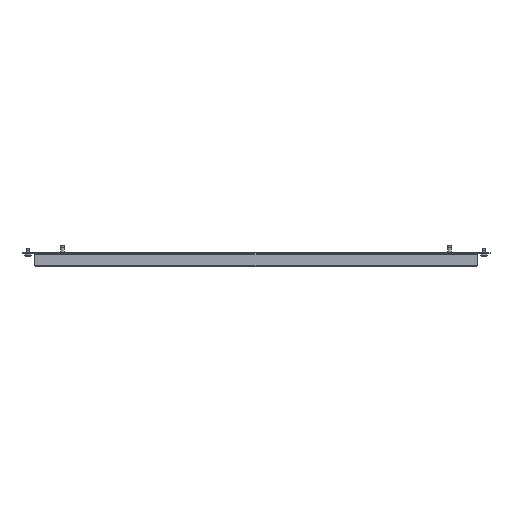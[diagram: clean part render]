
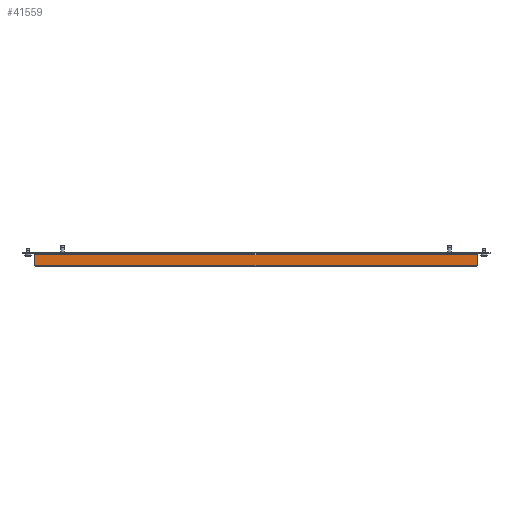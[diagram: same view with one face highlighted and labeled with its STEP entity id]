
A CAD part, front view. The second image highlights one B-rep face of the part: STEP entity #41559.
In plain terms, the highlighted planar face has unit normal (0, -1, 0).
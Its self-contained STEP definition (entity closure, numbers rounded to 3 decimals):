
#41559=ADVANCED_FACE('',(#84546),#84547,.F.);
#84546=FACE_OUTER_BOUND('',#128964,.T.);
#84547=PLANE('',#128965);
#128964=EDGE_LOOP('',(#262991,#262992,#262993,#262994,#262995,#262996,#262997,#262998,#262999,#263000,#263001,#263002,#263003,#263004,#263005,#263006,#263007,#263008,#263009,#263010,#263011,#263012));
#128965=AXIS2_PLACEMENT_3D('',#263013,#263014,#263015);
#262991=ORIENTED_EDGE('',*,*,#332405,.F.);
#262992=ORIENTED_EDGE('',*,*,#280454,.T.);
#262993=ORIENTED_EDGE('',*,*,#332406,.T.);
#262994=ORIENTED_EDGE('',*,*,#332407,.T.);
#262995=ORIENTED_EDGE('',*,*,#332408,.F.);
#262996=ORIENTED_EDGE('',*,*,#332409,.T.);
#262997=ORIENTED_EDGE('',*,*,#332410,.T.);
#262998=ORIENTED_EDGE('',*,*,#332411,.T.);
#262999=ORIENTED_EDGE('',*,*,#332412,.T.);
#263000=ORIENTED_EDGE('',*,*,#332413,.T.);
#263001=ORIENTED_EDGE('',*,*,#332414,.T.);
#263002=ORIENTED_EDGE('',*,*,#332415,.T.);
#263003=ORIENTED_EDGE('',*,*,#332416,.F.);
#263004=ORIENTED_EDGE('',*,*,#332417,.F.);
#263005=ORIENTED_EDGE('',*,*,#332418,.T.);
#263006=ORIENTED_EDGE('',*,*,#332419,.T.);
#263007=ORIENTED_EDGE('',*,*,#332420,.F.);
#263008=ORIENTED_EDGE('',*,*,#332421,.F.);
#263009=ORIENTED_EDGE('',*,*,#332422,.F.);
#263010=ORIENTED_EDGE('',*,*,#332423,.F.);
#263011=ORIENTED_EDGE('',*,*,#332424,.T.);
#263012=ORIENTED_EDGE('',*,*,#332425,.T.);
#263013=CARTESIAN_POINT('',(423.5,0.0,1.161));
#263014=DIRECTION('',(0.0,1.0,0.0));
#263015=DIRECTION('',(-1.0,0.0,0.0));
#280454=EDGE_CURVE('',#344257,#344255,#344258,.T.);
#332405=EDGE_CURVE('',#344257,#418081,#418082,.T.);
#332406=EDGE_CURVE('',#344255,#418083,#418084,.T.);
#332407=EDGE_CURVE('',#418083,#418085,#418086,.T.);
#332408=EDGE_CURVE('',#418087,#418085,#418088,.T.);
#332409=EDGE_CURVE('',#418087,#418089,#418090,.T.);
#332410=EDGE_CURVE('',#418089,#418091,#418092,.T.);
#332411=EDGE_CURVE('',#418091,#418093,#418094,.T.);
#332412=EDGE_CURVE('',#418093,#418095,#418096,.T.);
#332413=EDGE_CURVE('',#418095,#418097,#418098,.T.);
#332414=EDGE_CURVE('',#418097,#418099,#418100,.T.);
#332415=EDGE_CURVE('',#418099,#418101,#418102,.T.);
#332416=EDGE_CURVE('',#418103,#418101,#418104,.T.);
#332417=EDGE_CURVE('',#418105,#418103,#418106,.T.);
#332418=EDGE_CURVE('',#418105,#418107,#418108,.T.);
#332419=EDGE_CURVE('',#418107,#418109,#418110,.T.);
#332420=EDGE_CURVE('',#418111,#418109,#418112,.T.);
#332421=EDGE_CURVE('',#418113,#418111,#418114,.T.);
#332422=EDGE_CURVE('',#418115,#418113,#418116,.T.);
#332423=EDGE_CURVE('',#418117,#418115,#418118,.T.);
#332424=EDGE_CURVE('',#418117,#418119,#418120,.T.);
#332425=EDGE_CURVE('',#418119,#418081,#418121,.T.);
#344255=VERTEX_POINT('',#435642);
#344257=VERTEX_POINT('',#435645);
#344258=LINE('',#435646,#435647);
#418081=VERTEX_POINT('',#547748);
#418082=CIRCLE('',#547749,3.25);
#418083=VERTEX_POINT('',#547750);
#418084=CIRCLE('',#547751,3.25);
#418085=VERTEX_POINT('',#547752);
#418086=LINE('',#547753,#547754);
#418087=VERTEX_POINT('',#547755);
#418088=CIRCLE('',#547756,2.0);
#418089=VERTEX_POINT('',#547757);
#418090=LINE('',#547758,#547759);
#418091=VERTEX_POINT('',#547760);
#418092=LINE('',#547761,#547762);
#418093=VERTEX_POINT('',#547763);
#418094=LINE('',#547764,#547765);
#418095=VERTEX_POINT('',#547766);
#418096=CIRCLE('',#547767,3.25);
#418097=VERTEX_POINT('',#547768);
#418098=LINE('',#547769,#547770);
#418099=VERTEX_POINT('',#547771);
#418100=CIRCLE('',#547772,2.);
#418101=VERTEX_POINT('',#547773);
#418102=LINE('',#547774,#547775);
#418103=VERTEX_POINT('',#547776);
#418104=LINE('',#547777,#547778);
#418105=VERTEX_POINT('',#547779);
#418106=LINE('',#547780,#547781);
#418107=VERTEX_POINT('',#547782);
#418108=CIRCLE('',#547783,2.);
#418109=VERTEX_POINT('',#547784);
#418110=LINE('',#547785,#547786);
#418111=VERTEX_POINT('',#547787);
#418112=CIRCLE('',#547788,3.25);
#418113=VERTEX_POINT('',#547789);
#418114=LINE('',#547790,#547791);
#418115=VERTEX_POINT('',#547792);
#418116=LINE('',#547793,#547794);
#418117=VERTEX_POINT('',#547795);
#418118=LINE('',#547796,#547797);
#418119=VERTEX_POINT('',#547798);
#418120=CIRCLE('',#547799,2.0);
#418121=LINE('',#547800,#547801);
#435642=CARTESIAN_POINT('',(821.75,0.0,0.));
#435645=CARTESIAN_POINT('',(25.25,0.0,0.0));
#435646=CARTESIAN_POINT('',(23.26,0.0,0.0));
#435647=VECTOR('',#554253,1.0);
#547748=CARTESIAN_POINT('',(22.0,0.0,3.25));
#547749=AXIS2_PLACEMENT_3D('',#592532,#592533,#592534);
#547750=CARTESIAN_POINT('',(825.,0.0,3.25));
#547751=AXIS2_PLACEMENT_3D('',#592535,#592536,#592537);
#547752=CARTESIAN_POINT('',(825.0,0.0,21.25));
#547753=CARTESIAN_POINT('',(825.0,0.0,3.25));
#547754=VECTOR('',#592538,1.0);
#547755=CARTESIAN_POINT('',(827.,0.0,23.25));
#547756=AXIS2_PLACEMENT_3D('',#592539,#592540,#592541);
#547757=CARTESIAN_POINT('',(847.0,0.0,23.25));
#547758=CARTESIAN_POINT('',(827.0,0.0,23.25));
#547759=VECTOR('',#592542,1.0);
#547760=CARTESIAN_POINT('',(847.0,0.0,24.5));
#547761=CARTESIAN_POINT('',(847.0,0.0,23.25));
#547762=VECTOR('',#592543,1.0);
#547763=CARTESIAN_POINT('',(827.0,0.0,24.5));
#547764=CARTESIAN_POINT('',(847.0,0.0,24.5));
#547765=VECTOR('',#592544,1.0);
#547766=CARTESIAN_POINT('',(823.75,0.0,21.25));
#547767=AXIS2_PLACEMENT_3D('',#592545,#592546,#592547);
#547768=CARTESIAN_POINT('',(823.75,0.0,3.25));
#547769=CARTESIAN_POINT('',(823.75,0.0,21.25));
#547770=VECTOR('',#592548,1.0);
#547771=CARTESIAN_POINT('',(823.74,0.0,3.05));
#547772=AXIS2_PLACEMENT_3D('',#592549,#592550,#592551);
#547773=CARTESIAN_POINT('',(823.74,0.0,21.25));
#547774=CARTESIAN_POINT('',(823.74,0.0,0.0));
#547775=VECTOR('',#592552,1.0);
#547776=CARTESIAN_POINT('',(23.26,0.0,21.25));
#547777=CARTESIAN_POINT('',(23.26,0.0,21.25));
#547778=VECTOR('',#592553,1.0);
#547779=CARTESIAN_POINT('',(23.26,0.0,3.05));
#547780=CARTESIAN_POINT('',(23.26,0.0,0.0));
#547781=VECTOR('',#592554,1.0);
#547782=CARTESIAN_POINT('',(23.25,0.0,3.25));
#547783=AXIS2_PLACEMENT_3D('',#592555,#592556,#592557);
#547784=CARTESIAN_POINT('',(23.25,0.0,21.25));
#547785=CARTESIAN_POINT('',(23.25,0.0,3.25));
#547786=VECTOR('',#592558,1.0);
#547787=CARTESIAN_POINT('',(20.0,0.0,24.5));
#547788=AXIS2_PLACEMENT_3D('',#592559,#592560,#592561);
#547789=CARTESIAN_POINT('',(0.0,0.0,24.5));
#547790=CARTESIAN_POINT('',(0.0,0.0,24.5));
#547791=VECTOR('',#592562,1.0);
#547792=CARTESIAN_POINT('',(0.0,0.0,23.25));
#547793=CARTESIAN_POINT('',(0.0,0.0,23.25));
#547794=VECTOR('',#592563,1.0);
#547795=CARTESIAN_POINT('',(20.,0.0,23.25));
#547796=CARTESIAN_POINT('',(20.0,0.0,23.25));
#547797=VECTOR('',#592564,1.0);
#547798=CARTESIAN_POINT('',(22.0,0.0,21.25));
#547799=AXIS2_PLACEMENT_3D('',#592565,#592566,#592567);
#547800=CARTESIAN_POINT('',(22.0,0.0,21.25));
#547801=VECTOR('',#592568,1.0);
#554253=DIRECTION('',(1.0,0.0,0.0));
#592532=CARTESIAN_POINT('',(25.25,0.0,3.25));
#592533=DIRECTION('',(0.0,1.0,0.0));
#592534=DIRECTION('',(0.,0.0,-1.0));
#592535=CARTESIAN_POINT('',(821.75,0.0,3.25));
#592536=DIRECTION('',(0.0,-1.0,-0.0));
#592537=DIRECTION('',(1.0,0.0,0.));
#592538=DIRECTION('',(0.0,0.0,1.0));
#592539=CARTESIAN_POINT('',(827.,0.0,21.25));
#592540=DIRECTION('',(0.0,-1.0,0.0));
#592541=DIRECTION('',(0.,0.0,1.0));
#592542=DIRECTION('',(1.0,0.0,0.0));
#592543=DIRECTION('',(0.0,0.0,1.0));
#592544=DIRECTION('',(-1.0,0.0,0.0));
#592545=CARTESIAN_POINT('',(827.,0.0,21.25));
#592546=DIRECTION('',(0.0,-1.0,0.0));
#592547=DIRECTION('',(0.,0.0,1.0));
#592548=DIRECTION('',(0.0,0.0,-1.0));
#592549=CARTESIAN_POINT('',(821.75,0.0,3.25));
#592550=DIRECTION('',(0.0,1.0,0.0));
#592551=DIRECTION('',(1.0,0.0,0.));
#592552=DIRECTION('',(0.0,0.0,1.0));
#592553=DIRECTION('',(1.0,0.0,0.0));
#592554=DIRECTION('',(0.0,0.0,1.0));
#592555=CARTESIAN_POINT('',(25.25,0.0,3.25));
#592556=DIRECTION('',(0.0,1.0,0.0));
#592557=DIRECTION('',(0.,0.0,-1.0));
#592558=DIRECTION('',(0.0,0.0,1.0));
#592559=CARTESIAN_POINT('',(20.,0.0,21.25));
#592560=DIRECTION('',(-0.0,1.0,0.0));
#592561=DIRECTION('',(0.,0.0,1.0));
#592562=DIRECTION('',(1.0,0.0,0.0));
#592563=DIRECTION('',(0.0,0.0,1.0));
#592564=DIRECTION('',(-1.0,0.0,0.0));
#592565=CARTESIAN_POINT('',(20.,0.0,21.25));
#592566=DIRECTION('',(-0.0,1.0,0.0));
#592567=DIRECTION('',(0.,0.0,1.0));
#592568=DIRECTION('',(0.0,0.0,-1.0));
